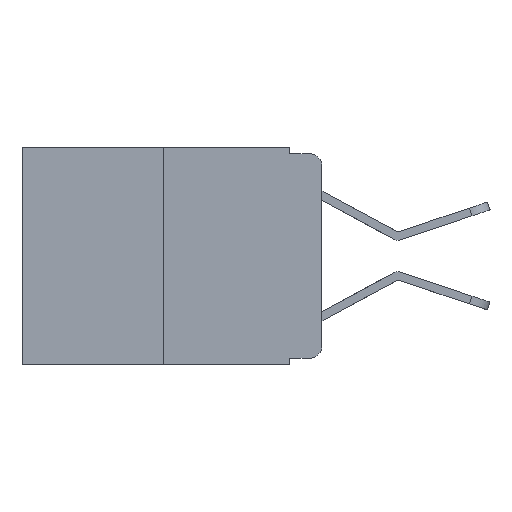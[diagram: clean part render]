
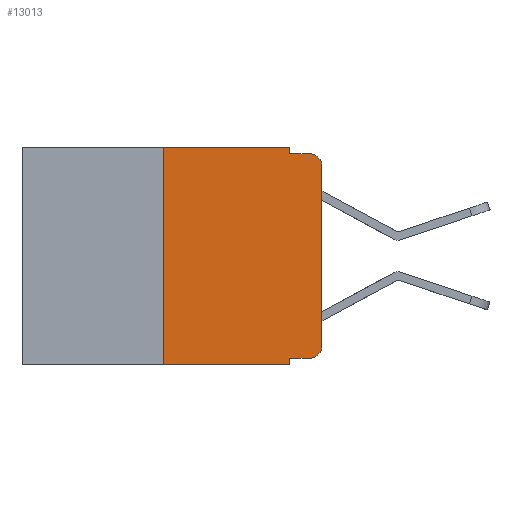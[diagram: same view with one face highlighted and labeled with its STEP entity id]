
A CAD part, left-side view. The second image highlights one B-rep face of the part: STEP entity #13013.
In plain terms, the highlighted planar face has unit normal (-1, 0, 0).
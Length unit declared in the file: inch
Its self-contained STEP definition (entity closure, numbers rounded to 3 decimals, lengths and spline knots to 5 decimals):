
#26 = DIRECTION ( 'NONE',  ( 0., 0., 1. ) ) ;
#63 = VERTEX_POINT ( 'NONE', #17117 ) ;
#615 = DIRECTION ( 'NONE',  ( 0., -1., 0. ) ) ;
#630 = ORIENTED_EDGE ( 'NONE', *, *, #936, .F. ) ;
#856 = CARTESIAN_POINT ( 'NONE',  ( 0., 0.25, -0.343 ) ) ;
#936 = EDGE_CURVE ( 'NONE', #13479, #4697, #19474, .T. ) ;
#1134 = EDGE_CURVE ( 'NONE', #4697, #1669, #10437, .T. ) ;
#1219 = VECTOR ( 'NONE', #8055, 39.37008 ) ;
#1372 = VERTEX_POINT ( 'NONE', #3985 ) ;
#1669 = VERTEX_POINT ( 'NONE', #1910 ) ;
#1910 = CARTESIAN_POINT ( 'NONE',  ( 0., 0.051, -0.01 ) ) ;
#2150 = CARTESIAN_POINT ( 'NONE',  ( 0., 0.473, -0.343 ) ) ;
#2384 = DIRECTION ( 'NONE',  ( 0., -1., 0. ) ) ;
#3115 = EDGE_CURVE ( 'NONE', #10224, #63, #14994, .T. ) ;
#3316 = CARTESIAN_POINT ( 'NONE',  ( 0., 0.02, -0.313 ) ) ;
#3394 = DIRECTION ( 'NONE',  ( 0., -1., 0. ) ) ;
#3427 = ORIENTED_EDGE ( 'NONE', *, *, #5863, .F. ) ;
#3970 = EDGE_CURVE ( 'NONE', #1372, #10224, #4212, .T. ) ;
#3985 = CARTESIAN_POINT ( 'NONE',  ( 0., 0.051, -0.333 ) ) ;
#4212 = LINE ( 'NONE', #20193, #14985 ) ;
#4460 = DIRECTION ( 'NONE',  ( -1., 0., 0. ) ) ;
#4560 = ORIENTED_EDGE ( 'NONE', *, *, #6793, .F. ) ;
#4697 = VERTEX_POINT ( 'NONE', #20680 ) ;
#4762 = DIRECTION ( 'NONE',  ( 0., 0., 1. ) ) ;
#5015 = AXIS2_PLACEMENT_3D ( 'NONE', #14040, #4460, #7412 ) ;
#5465 = EDGE_LOOP ( 'NONE', ( #19192, #6541, #3427, #9856, #630, #4560, #19074, #6681, #6436, #18066 ) ) ;
#5504 = CARTESIAN_POINT ( 'NONE',  ( 0., 0.051, -0.343 ) ) ;
#5560 = CARTESIAN_POINT ( 'NONE',  ( 0., 0.473, 0. ) ) ;
#5573 = PLANE ( 'NONE',  #18243 ) ;
#5863 = EDGE_CURVE ( 'NONE', #1669, #20131, #7427, .T. ) ;
#6114 = AXIS2_PLACEMENT_3D ( 'NONE', #3316, #16190, #6669 ) ;
#6226 = CIRCLE ( 'NONE', #5015, 0.02 ) ;
#6436 = ORIENTED_EDGE ( 'NONE', *, *, #3970, .T. ) ;
#6541 = ORIENTED_EDGE ( 'NONE', *, *, #17275, .T. ) ;
#6669 = DIRECTION ( 'NONE',  ( 0., 0., -1. ) ) ;
#6681 = ORIENTED_EDGE ( 'NONE', *, *, #15130, .F. ) ;
#6793 = EDGE_CURVE ( 'NONE', #20092, #13479, #9404, .T. ) ;
#7082 = VECTOR ( 'NONE', #615, 39.37008 ) ;
#7340 = DIRECTION ( 'NONE',  ( 0., -1., 0. ) ) ;
#7412 = DIRECTION ( 'NONE',  ( 0., 0., -1. ) ) ;
#7427 = LINE ( 'NONE', #8095, #17437 ) ;
#7721 = LINE ( 'NONE', #16219, #1219 ) ;
#7981 = CARTESIAN_POINT ( 'NONE',  ( 0., 0.25, 0. ) ) ;
#8055 = DIRECTION ( 'NONE',  ( 0., 0., -1. ) ) ;
#8095 = CARTESIAN_POINT ( 'NONE',  ( 0., 0.051, -0.01 ) ) ;
#8198 = VECTOR ( 'NONE', #14502, 39.37008 ) ;
#8215 = VECTOR ( 'NONE', #4762, 39.37008 ) ;
#8326 = VERTEX_POINT ( 'NONE', #5504 ) ;
#8389 = VECTOR ( 'NONE', #26, 39.37008 ) ;
#8888 = CARTESIAN_POINT ( 'NONE',  ( 0., 0.02, -0.01 ) ) ;
#9195 = VERTEX_POINT ( 'NONE', #19505 ) ;
#9211 = CARTESIAN_POINT ( 'NONE',  ( 0., 0.02, -0.333 ) ) ;
#9404 = LINE ( 'NONE', #7981, #8389 ) ;
#9856 = ORIENTED_EDGE ( 'NONE', *, *, #1134, .F. ) ;
#10224 = VERTEX_POINT ( 'NONE', #9211 ) ;
#10437 = LINE ( 'NONE', #12832, #8198 ) ;
#11929 = EDGE_CURVE ( 'NONE', #20092, #8326, #14834, .T. ) ;
#12518 = CARTESIAN_POINT ( 'NONE',  ( 0., 0., 0. ) ) ;
#12832 = CARTESIAN_POINT ( 'NONE',  ( 0., 0.051, 0. ) ) ;
#13013 = ADVANCED_FACE ( 'NONE', ( #17028 ), #5573, .F. ) ;
#13469 = CARTESIAN_POINT ( 'NONE',  ( 0., 0.25, 0. ) ) ;
#13479 = VERTEX_POINT ( 'NONE', #13469 ) ;
#14040 = CARTESIAN_POINT ( 'NONE',  ( 0., 0.02, -0.03 ) ) ;
#14502 = DIRECTION ( 'NONE',  ( 0., 0., -1. ) ) ;
#14834 = LINE ( 'NONE', #2150, #7082 ) ;
#14979 = EDGE_CURVE ( 'NONE', #63, #9195, #15719, .T. ) ;
#14985 = VECTOR ( 'NONE', #7340, 39.37008 ) ;
#14994 = CIRCLE ( 'NONE', #6114, 0.02 ) ;
#15130 = EDGE_CURVE ( 'NONE', #1372, #8326, #7721, .T. ) ;
#15719 = LINE ( 'NONE', #12518, #8215 ) ;
#15964 = VECTOR ( 'NONE', #2384, 39.37008 ) ;
#16190 = DIRECTION ( 'NONE',  ( -1., 0., 0. ) ) ;
#16219 = CARTESIAN_POINT ( 'NONE',  ( 0., 0.051, 0. ) ) ;
#16796 = CARTESIAN_POINT ( 'NONE',  ( 0., 0.473, 0. ) ) ;
#17028 = FACE_OUTER_BOUND ( 'NONE', #5465, .T. ) ;
#17117 = CARTESIAN_POINT ( 'NONE',  ( 0., 0., -0.313 ) ) ;
#17275 = EDGE_CURVE ( 'NONE', #9195, #20131, #6226, .T. ) ;
#17437 = VECTOR ( 'NONE', #3394, 39.37008 ) ;
#18066 = ORIENTED_EDGE ( 'NONE', *, *, #3115, .T. ) ;
#18243 = AXIS2_PLACEMENT_3D ( 'NONE', #16796, #20000, #20069 ) ;
#19074 = ORIENTED_EDGE ( 'NONE', *, *, #11929, .T. ) ;
#19192 = ORIENTED_EDGE ( 'NONE', *, *, #14979, .T. ) ;
#19474 = LINE ( 'NONE', #5560, #15964 ) ;
#19505 = CARTESIAN_POINT ( 'NONE',  ( 0., 0., -0.03 ) ) ;
#20000 = DIRECTION ( 'NONE',  ( 1., 0., 0. ) ) ;
#20069 = DIRECTION ( 'NONE',  ( 0., 0., -1. ) ) ;
#20092 = VERTEX_POINT ( 'NONE', #856 ) ;
#20131 = VERTEX_POINT ( 'NONE', #8888 ) ;
#20193 = CARTESIAN_POINT ( 'NONE',  ( 0., 0.051, -0.333 ) ) ;
#20680 = CARTESIAN_POINT ( 'NONE',  ( 0., 0.051, 0. ) ) ;
